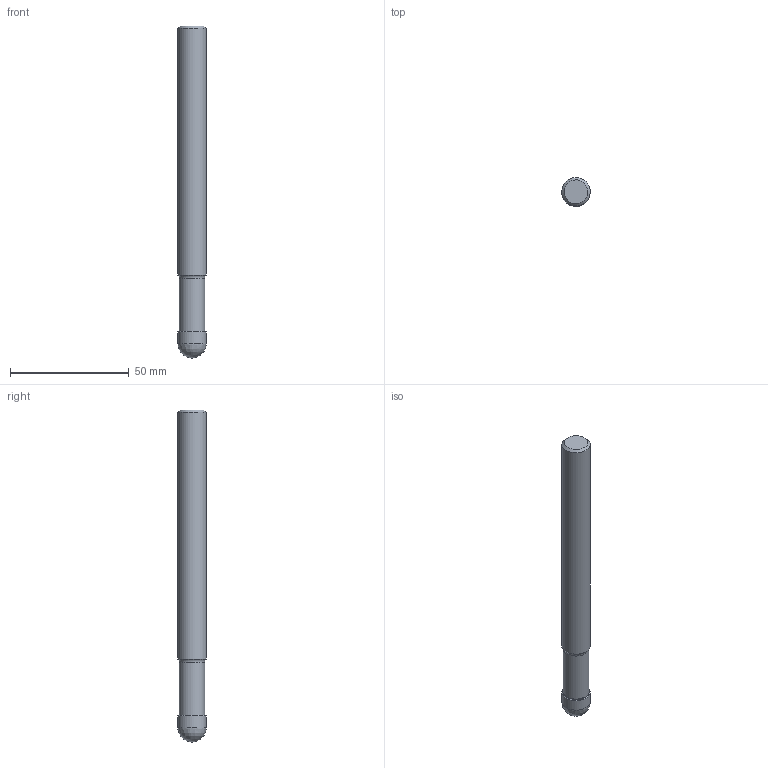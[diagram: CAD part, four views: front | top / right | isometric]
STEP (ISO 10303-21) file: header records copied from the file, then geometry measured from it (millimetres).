
FILE_DESCRIPTION(/* description */ (''),/* implementation_level */ '2;1');
FILE_NAME(/* name */ '12L2R035A12-SZP12_115009066ndi000_00-SIM.stp',/* time_stamp */ '2020-01-14T13:22:16+01:00',/* author */ (''),/* organization */ (''),/* preprocessor_version */ 'ST-DEVELOPER v16.7',/* originating_system */ 'SIEMENS PLM Software NX 12.0',/* authorisation */ '');
FILE_SCHEMA (('AUTOMOTIVE_DESIGN { 1 0 10303 214 3 1 1 1 }'));
Length unit declared in the file: millimetre
Products named in the file (1): hm152A00AAF63ixs
Bounding box: 11.98 x 11.98 x 140 mm (x, y, z)
Volume: 15761.5 mm3; surface area: 5818.2 mm2
Topology: 2 solids, 2 shells, 20 faces, 45 edges, 29 vertices
Faces by surface type: revolution 7, cone 5, sphere 3, cylinder 2, plane 2, torus 1
Full cylindrical faces by diameter (mm): 10.8 x1, 12 x1
Entity records: 462 total; most frequent: DIRECTION 80, CARTESIAN_POINT 72, EDGE_LOOP 38, ORIENTED_EDGE 38, FACE_BOUND 36, AXIS2_PLACEMENT_3D 34, ADVANCED_FACE 20, CIRCLE 20
